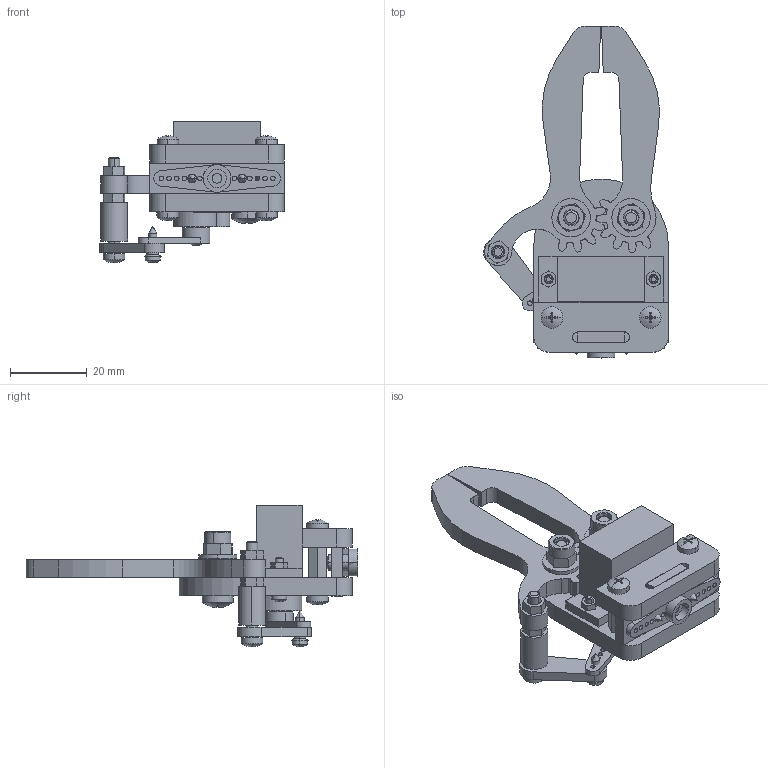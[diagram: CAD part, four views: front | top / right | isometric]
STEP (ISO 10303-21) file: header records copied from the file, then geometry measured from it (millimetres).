
FILE_DESCRIPTION((''),'2;1');
FILE_NAME('ASM0001_ASM','2014-04-30T',('WY'),(''),'PRO/ENGINEER BY PARAMETRIC TECHNOLOGY CORPORATION, 2011310','PRO/ENGINEER BY PARAMETRIC TECHNOLOGY CORPORATION, 2011310','');
FILE_SCHEMA(('CONFIG_CONTROL_DESIGN'));
Length unit declared in the file: millimetre
Products named in the file (24): 01; 02; 03; DJ9G; GEAR_L; GEAR_R; DP; PRT0014; GB_T818-2000_M3_8; GB_T818-2000_M2_10; GB_T6171-20001_A_B_M2; LINK; GB_T818-2000_M3_25; GB_T6170-20001_A_B_M3; PRT0011; PRT0008; PRT0009; PRT0013; GB845-1985_-C_ST2_6; GB845-1985_-C_ST2_8; PRT0002; PRT0001; DJP9G; ASM0001_ASM
Assembly tree (36 placements, depth 2):
  ASM0001_ASM
    01
    02
    03
    DJ9G
    GEAR_L
    GEAR_R
    DP
    PRT0014  x2
    GB_T818-2000_M3_8  x4
    GB_T818-2000_M2_10  x2
    GB_T6171-20001_A_B_M2  x2
    LINK
    GB_T818-2000_M3_25
    GB_T6170-20001_A_B_M3  x2
    PRT0011
    PRT0008  x2
    PRT0009  x2
    PRT0013
    GB845-1985_-C_ST2_6  x3
    GB845-1985_-C_ST2_8
    PRT0002  x2
    PRT0001  x2
    DJP9G
Bounding box: 48.05 x 86.39 x 36.89 mm (x, y, z)
Volume: 24071 mm3; surface area: 19211.2 mm2
Topology: 36 solids, 36 shells, 910 faces, 2236 edges, 1413 vertices
Faces by surface type: plane 364, cylinder 328, cone 140, torus 30, sphere 26, extrusion 22
Entity records: 19773 total; most frequent: CARTESIAN_POINT 4304, DIRECTION 3366, ORIENTED_EDGE 3000, EDGE_CURVE 1500, AXIS2_PLACEMENT_3D 1335, VERTEX_POINT 966, EDGE_LOOP 708, CIRCLE 702
